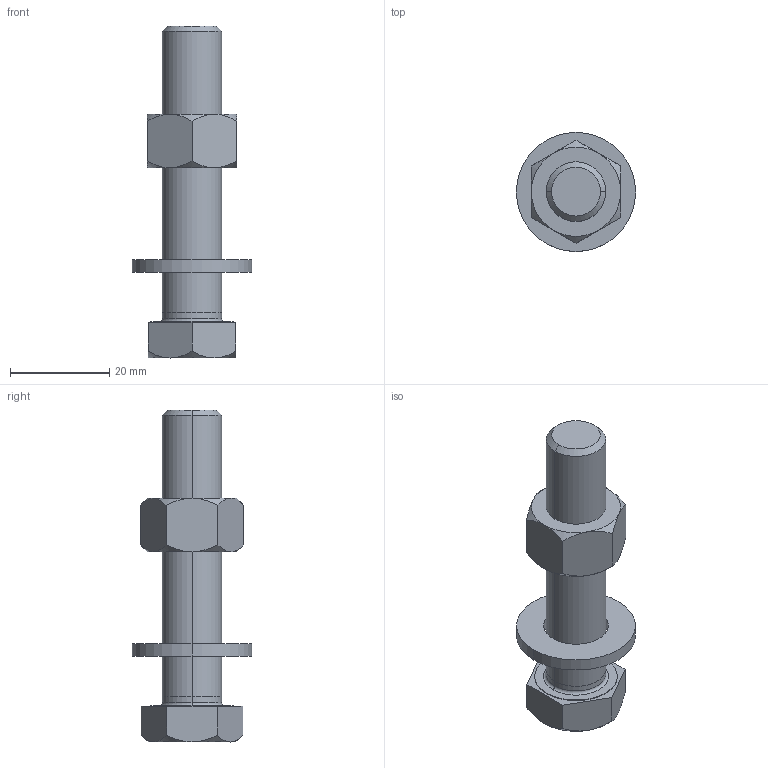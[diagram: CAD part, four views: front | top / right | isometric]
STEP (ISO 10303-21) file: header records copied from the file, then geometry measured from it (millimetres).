
FILE_DESCRIPTION((''),'2;1');
FILE_NAME('3163156_ASM','2014-03-27T',('AndreasKeweloh'),(''),'PRO/ENGINEER BY PARAMETRIC TECHNOLOGY CORPORATION, 2013410','PRO/ENGINEER BY PARAMETRIC TECHNOLOGY CORPORATION, 2013410','');
FILE_SCHEMA(('CONFIG_CONTROL_DESIGN'));
Length unit declared in the file: millimetre
Products named in the file (5): DEI4017_A_120_030_88_1; DEI4032_OT_120_8_2; DEI7089_120_ST; 3163091_ASM_4_ASM; 3163156_ASM
Assembly tree (5 placements, depth 3):
  3163156_ASM
    3163091_ASM_4_ASM
      DEI4017_A_120_030_88_1
      DEI4032_OT_120_8_2
      DEI7089_120_ST
    DEI7089_120_ST
Bounding box: 24 x 24 x 66.9 mm (x, y, z)
Volume: 12405.1 mm3; surface area: 7697.2 mm2
Topology: 4 solids, 6 shells, 67 faces, 150 edges, 94 vertices
Faces by surface type: cone 24, plane 23, cylinder 18, torus 2
Entity records: 2101 total; most frequent: CARTESIAN_POINT 590, DIRECTION 318, ORIENTED_EDGE 268, AXIS2_PLACEMENT_3D 140, EDGE_CURVE 138, VERTEX_POINT 86, EDGE_LOOP 68, CIRCLE 62
